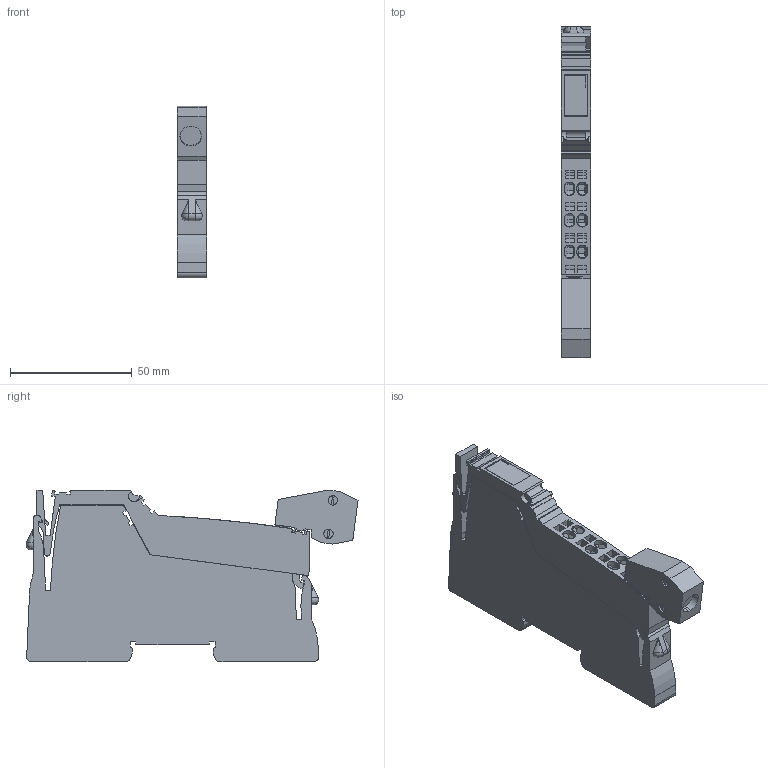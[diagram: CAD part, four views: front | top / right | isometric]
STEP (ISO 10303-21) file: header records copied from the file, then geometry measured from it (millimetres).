
FILE_DESCRIPTION(('Creo Elements/Direct Modeling STEP Export'),'2;1');
FILE_NAME('model.stp','2019-08-26T18:24:24',(''),(''),'Creo Elements/Direct Modeling STEP processor for AP214 (Solid Model)','Creo Elements/Direct Modeling 20.1A 29-Sep-2018 (C) Parametric Technology GmbH','');
FILE_SCHEMA(('AUTOMOTIVE_DESIGN { 1 0 10303 214 1 1 1 1 }'));
Length unit declared in the file: millimetre
Products named in the file (5): L-L_ST_GN_6021-select.1; L_L_2_GEH_GN_6021-select; L_L_KGG_GN_6021-select; L_L_LWL_GY_HKS_91K_AUSSEN-select; IBS_IL_24_RB_T_XC_PAC-select
Assembly tree (4 placements, depth 2):
  IBS_IL_24_RB_T_XC_PAC-select
    L_L_LWL_GY_HKS_91K_AUSSEN-select
    L_L_KGG_GN_6021-select
    L_L_2_GEH_GN_6021-select
    L-L_ST_GN_6021-select.1
Bounding box: 12.15 x 136.29 x 70.57 mm (x, y, z)
Volume: 85882.7 mm3; surface area: 31306.2 mm2
Topology: 4 solids, 4 shells, 661 faces, 1759 edges, 1161 vertices
Faces by surface type: plane 544, cylinder 81, cone 32, torus 4
Entity records: 28574 total; most frequent: CARTESIAN_POINT 6712, ORIENTED_EDGE 3510, DIRECTION 3203, EDGE_CURVE 1755, VECTOR 1467, LINE 1467, VERTEX_POINT 1161, AXIS2_PLACEMENT_3D 868
